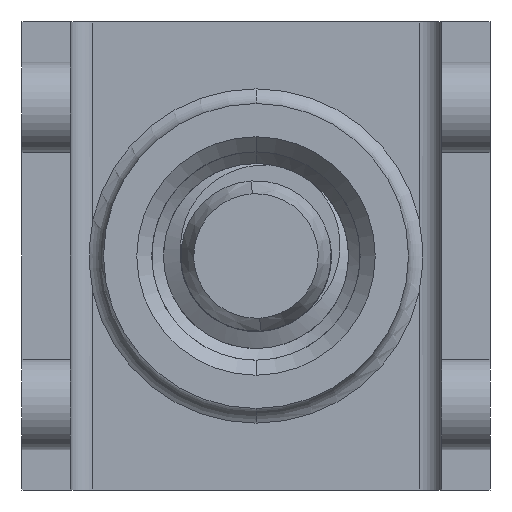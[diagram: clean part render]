
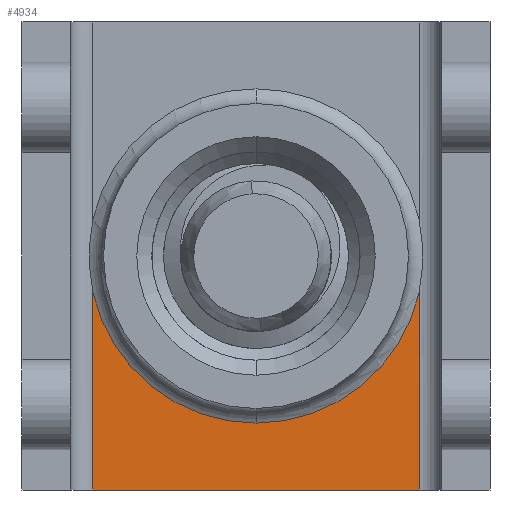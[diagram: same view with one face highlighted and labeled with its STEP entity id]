
A CAD part, front view. The second image highlights one B-rep face of the part: STEP entity #4934.
In plain terms, the highlighted planar face has unit normal (0, -1, 0).
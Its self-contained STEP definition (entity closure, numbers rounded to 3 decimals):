
#388 = CARTESIAN_POINT ( 'NONE',  ( 4.875, 3.442, -4.156 ) ) ;
#465 = CARTESIAN_POINT ( 'NONE',  ( -0.611, 3.442, -4.156 ) ) ;
#466 = DIRECTION ( 'NONE',  ( 0., 0., -1. ) ) ;
#467 = VECTOR ( 'NONE', #466, 1000. ) ;
#468 = CARTESIAN_POINT ( 'NONE',  ( -0.611, 3.442, 3.718 ) ) ;
#469 = LINE ( 'NONE', #468, #467 ) ;
#557 = DIRECTION ( 'NONE',  ( -1., 0., 0. ) ) ;
#558 = VECTOR ( 'NONE', #557, 1000. ) ;
#559 = CARTESIAN_POINT ( 'NONE',  ( -0.611, 3.442, -4.156 ) ) ;
#560 = LINE ( 'NONE', #559, #558 ) ;
#581 = FACE_OUTER_BOUND ( 'NONE', #4882, .T. ) ;
#582 = DIRECTION ( 'NONE',  ( 0., 0., 1. ) ) ;
#583 = DIRECTION ( 'NONE',  ( 0., 1., 0. ) ) ;
#584 = CARTESIAN_POINT ( 'NONE',  ( 2.132, 3.442, -0.219 ) ) ;
#585 = AXIS2_PLACEMENT_3D ( 'NONE', #584, #583, #582 ) ;
#586 = CIRCLE ( 'NONE', #585, 2.812 ) ;
#605 = CARTESIAN_POINT ( 'NONE',  ( 4.875, 3.442, -0.836 ) ) ;
#628 = DIRECTION ( 'NONE',  ( 0., 0., -1. ) ) ;
#629 = VECTOR ( 'NONE', #628, 1000. ) ;
#630 = CARTESIAN_POINT ( 'NONE',  ( 4.875, 3.442, 3.718 ) ) ;
#631 = LINE ( 'NONE', #630, #629 ) ;
#645 = DIRECTION ( 'NONE',  ( 0., 0., -1. ) ) ;
#646 = DIRECTION ( 'NONE',  ( 0., -1., 0. ) ) ;
#647 = CARTESIAN_POINT ( 'NONE',  ( -0.611, 3.442, 3.718 ) ) ;
#648 = AXIS2_PLACEMENT_3D ( 'NONE', #647, #646, #645 ) ;
#650 = PLANE ( 'NONE',  #648 ) ;
#4292 = DIRECTION ( 'NONE',  ( 0., 0., 1. ) ) ;
#4293 = DIRECTION ( 'NONE',  ( 0., 1., 0. ) ) ;
#4294 = CARTESIAN_POINT ( 'NONE',  ( 2.132, 3.442, -0.219 ) ) ;
#4295 = AXIS2_PLACEMENT_3D ( 'NONE', #4294, #4293, #4292 ) ;
#4296 = CIRCLE ( 'NONE', #4295, 2.812 ) ;
#4298 = CARTESIAN_POINT ( 'NONE',  ( 2.132, 3.442, -3.031 ) ) ;
#4304 = CARTESIAN_POINT ( 'NONE',  ( -0.611, 3.442, -0.836 ) ) ;
#4739 = VERTEX_POINT ( 'NONE', #4304 ) ;
#4743 = VERTEX_POINT ( 'NONE', #4298 ) ;
#4744 = EDGE_CURVE ( 'NONE', #4743, #4739, #4296, .T. ) ;
#4835 = EDGE_CURVE ( 'NONE', #4739, #4836, #469, .T. ) ;
#4836 = VERTEX_POINT ( 'NONE', #465 ) ;
#4882 = EDGE_LOOP ( 'NONE', ( #4948, #4905, #4912, #4887, #4930 ) ) ;
#4886 = VERTEX_POINT ( 'NONE', #388 ) ;
#4887 = ORIENTED_EDGE ( 'NONE', *, *, #4835, .T. ) ;
#4905 = ORIENTED_EDGE ( 'NONE', *, *, #4933, .T. ) ;
#4912 = ORIENTED_EDGE ( 'NONE', *, *, #4744, .T. ) ;
#4921 = EDGE_CURVE ( 'NONE', #4886, #4836, #560, .T. ) ;
#4925 = VERTEX_POINT ( 'NONE', #605 ) ;
#4930 = ORIENTED_EDGE ( 'NONE', *, *, #4921, .F. ) ;
#4933 = EDGE_CURVE ( 'NONE', #4925, #4743, #586, .T. ) ;
#4934 = ADVANCED_FACE ( 'NONE', ( #581 ), #650, .T. ) ;
#4945 = EDGE_CURVE ( 'NONE', #4925, #4886, #631, .T. ) ;
#4948 = ORIENTED_EDGE ( 'NONE', *, *, #4945, .F. ) ;
